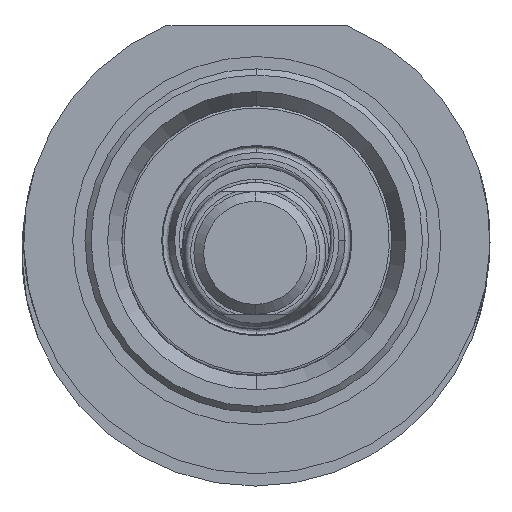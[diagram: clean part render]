
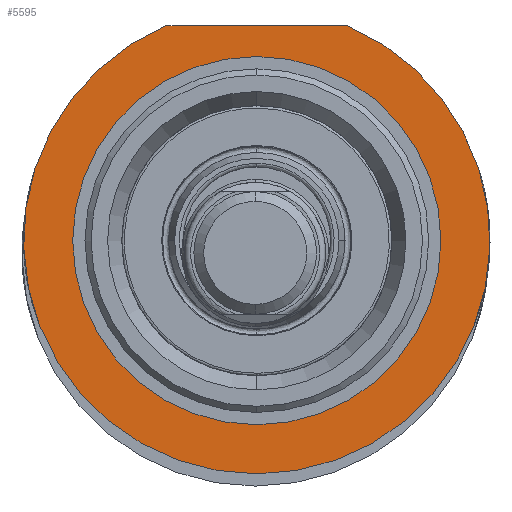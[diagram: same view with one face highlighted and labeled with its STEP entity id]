
A CAD part, front view. The second image highlights one B-rep face of the part: STEP entity #5595.
In plain terms, the highlighted planar face has unit normal (0, -1, 0).
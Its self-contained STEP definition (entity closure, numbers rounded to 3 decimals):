
#13 = DIRECTION ( 'NONE',  ( 0., 1., 0. ) ) ;
#202 = VERTEX_POINT ( 'NONE', #7014 ) ;
#227 = VERTEX_POINT ( 'NONE', #2938 ) ;
#354 = ORIENTED_EDGE ( 'NONE', *, *, #3382, .F. ) ;
#513 = CIRCLE ( 'NONE', #2718, 19. ) ;
#539 = VERTEX_POINT ( 'NONE', #1506 ) ;
#1506 = CARTESIAN_POINT ( 'NONE',  ( -7.399, -71.25, 17.5 ) ) ;
#1564 = VERTEX_POINT ( 'NONE', #5615 ) ;
#1622 = EDGE_LOOP ( 'NONE', ( #2310, #2630 ) ) ;
#1628 = CIRCLE ( 'NONE', #6959, 15. ) ;
#2308 = DIRECTION ( 'NONE',  ( 0., 0., 1. ) ) ;
#2310 = ORIENTED_EDGE ( 'NONE', *, *, #4529, .T. ) ;
#2492 = LINE ( 'NONE', #5548, #5563 ) ;
#2579 = EDGE_CURVE ( 'NONE', #227, #539, #4807, .T. ) ;
#2630 = ORIENTED_EDGE ( 'NONE', *, *, #5459, .T. ) ;
#2675 = DIRECTION ( 'NONE',  ( 0., 0., -1. ) ) ;
#2704 = EDGE_LOOP ( 'NONE', ( #354, #6537, #3568 ) ) ;
#2718 = AXIS2_PLACEMENT_3D ( 'NONE', #6040, #7218, #2675 ) ;
#2719 = CIRCLE ( 'NONE', #4075, 15. ) ;
#2787 = DIRECTION ( 'NONE',  ( 0., 0., -1. ) ) ;
#2938 = CARTESIAN_POINT ( 'NONE',  ( 0., -71.25, -19. ) ) ;
#2950 = DIRECTION ( 'NONE',  ( 0., 1., 0. ) ) ;
#3345 = DIRECTION ( 'NONE',  ( 1., 0., 0. ) ) ;
#3382 = EDGE_CURVE ( 'NONE', #539, #202, #2492, .T. ) ;
#3408 = PLANE ( 'NONE',  #4460 ) ;
#3568 = ORIENTED_EDGE ( 'NONE', *, *, #5255, .F. ) ;
#3729 = CARTESIAN_POINT ( 'NONE',  ( 0., -71.25, 0. ) ) ;
#3742 = VERTEX_POINT ( 'NONE', #6577 ) ;
#3931 = DIRECTION ( 'NONE',  ( 0., -1., 0. ) ) ;
#4075 = AXIS2_PLACEMENT_3D ( 'NONE', #6294, #2950, #2308 ) ;
#4251 = DIRECTION ( 'NONE',  ( 0., 1., 0. ) ) ;
#4460 = AXIS2_PLACEMENT_3D ( 'NONE', #7252, #3931, #2787 ) ;
#4529 = EDGE_CURVE ( 'NONE', #3742, #1564, #2719, .T. ) ;
#4807 = CIRCLE ( 'NONE', #6814, 19. ) ;
#5255 = EDGE_CURVE ( 'NONE', #202, #227, #513, .T. ) ;
#5459 = EDGE_CURVE ( 'NONE', #1564, #3742, #1628, .T. ) ;
#5548 = CARTESIAN_POINT ( 'NONE',  ( -7.399, -71.25, 17.5 ) ) ;
#5563 = VECTOR ( 'NONE', #3345, 1000. ) ;
#5590 = CARTESIAN_POINT ( 'NONE',  ( 0., -71.25, 0. ) ) ;
#5595 = ADVANCED_FACE ( 'NONE', ( #7153, #6016 ), #3408, .T. ) ;
#5615 = CARTESIAN_POINT ( 'NONE',  ( 0., -71.25, -15. ) ) ;
#6016 = FACE_OUTER_BOUND ( 'NONE', #2704, .T. ) ;
#6040 = CARTESIAN_POINT ( 'NONE',  ( 0., -71.25, 0. ) ) ;
#6294 = CARTESIAN_POINT ( 'NONE',  ( 0., -71.25, 0. ) ) ;
#6537 = ORIENTED_EDGE ( 'NONE', *, *, #2579, .F. ) ;
#6577 = CARTESIAN_POINT ( 'NONE',  ( 0., -71.25, 15. ) ) ;
#6695 = DIRECTION ( 'NONE',  ( 0., 0., -1. ) ) ;
#6814 = AXIS2_PLACEMENT_3D ( 'NONE', #5590, #13, #6695 ) ;
#6956 = DIRECTION ( 'NONE',  ( 0., 0., 1. ) ) ;
#6959 = AXIS2_PLACEMENT_3D ( 'NONE', #3729, #4251, #6956 ) ;
#7014 = CARTESIAN_POINT ( 'NONE',  ( 7.399, -71.25, 17.5 ) ) ;
#7153 = FACE_BOUND ( 'NONE', #1622, .T. ) ;
#7218 = DIRECTION ( 'NONE',  ( 0., 1., 0. ) ) ;
#7252 = CARTESIAN_POINT ( 'NONE',  ( 0., -71.25, 1.475 ) ) ;
